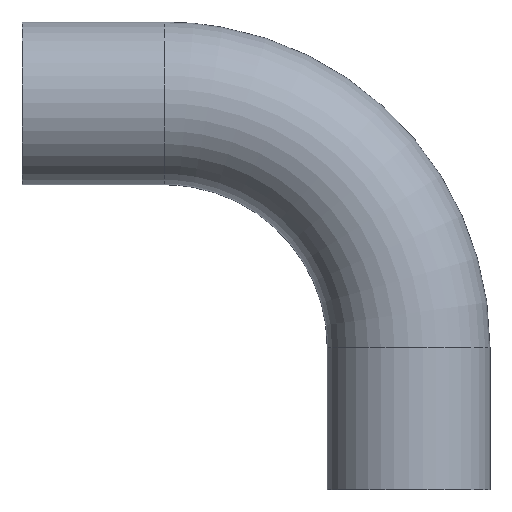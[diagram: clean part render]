
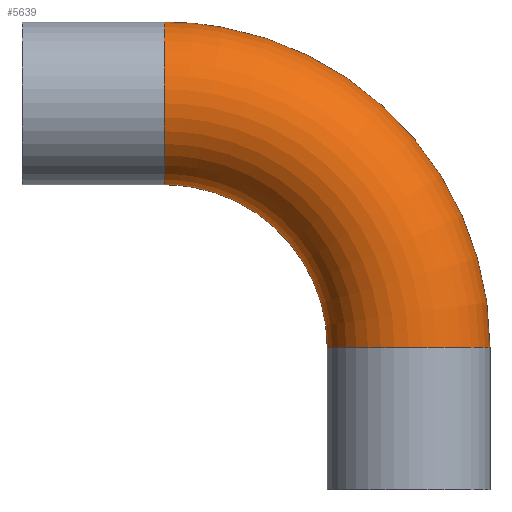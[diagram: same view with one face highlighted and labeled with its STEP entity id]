
A CAD part, front view. The second image highlights one B-rep face of the part: STEP entity #5639.
In plain terms, the highlighted toroidal (fillet/blend) face has major radius 76.2 mm and minor radius 25.4 mm.
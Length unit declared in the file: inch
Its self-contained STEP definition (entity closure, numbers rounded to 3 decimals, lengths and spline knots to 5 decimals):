
#14=TOROIDAL_SURFACE('',#5903,3.,1.);
#63=FACE_BOUND('',#999,.T.);
#652=FACE_OUTER_BOUND('',#998,.T.);
#998=EDGE_LOOP('',(#5275));
#999=EDGE_LOOP('',(#5276));
#1448=CIRCLE('',#5884,1.);
#1455=CIRCLE('',#5900,1.);
#2752=VERTEX_POINT('',#12956);
#2759=VERTEX_POINT('',#12979);
#3591=EDGE_CURVE('',#2752,#2752,#1448,.T.);
#3598=EDGE_CURVE('',#2759,#2759,#1455,.T.);
#5275=ORIENTED_EDGE('',*,*,#3598,.T.);
#5276=ORIENTED_EDGE('',*,*,#3591,.F.);
#5639=ADVANCED_FACE('',(#652,#63),#14,.T.);
#5884=AXIS2_PLACEMENT_3D('',#12957,#6759,#6760);
#5900=AXIS2_PLACEMENT_3D('',#12980,#6791,#6792);
#5903=AXIS2_PLACEMENT_3D('',#12983,#6797,#6798);
#6759=DIRECTION('center_axis',(0.,0.,-1.));
#6760=DIRECTION('ref_axis',(-1.,0.,0.));
#6791=DIRECTION('center_axis',(1.,0.,0.));
#6792=DIRECTION('ref_axis',(0.,0.,
-1.));
#6797=DIRECTION('center_axis',(0.,-1.,0.));
#6798=DIRECTION('ref_axis',(0.,0.,-1.));
#12956=CARTESIAN_POINT('',(1.,0.,0.));
#12957=CARTESIAN_POINT('Origin',(0.,0.,0.));
#12979=CARTESIAN_POINT('',(-3.,0.,4.));
#12980=CARTESIAN_POINT('Origin',(-3.,0.,3.));
#12983=CARTESIAN_POINT('Origin',(-3.,0.,0.));
